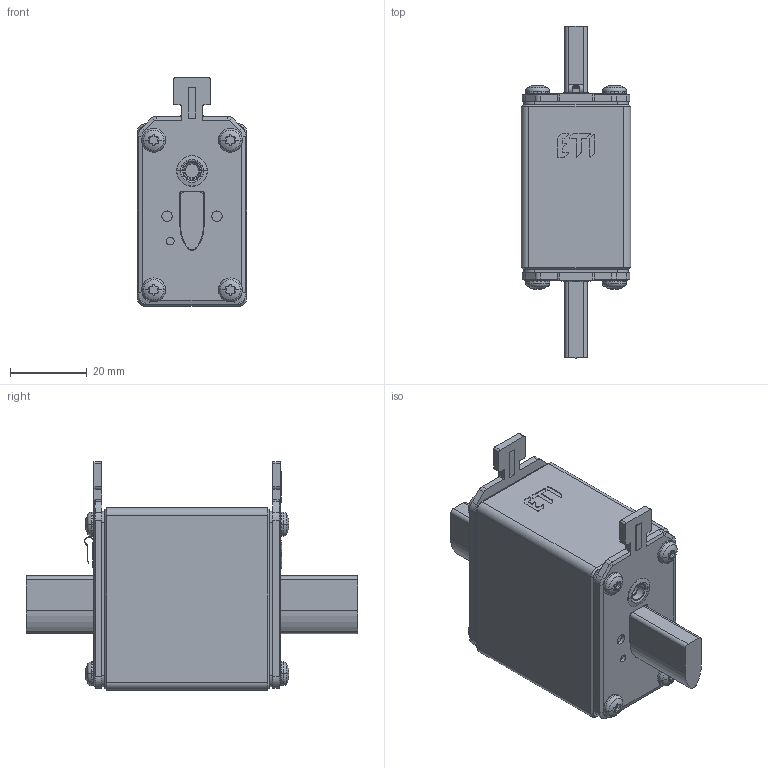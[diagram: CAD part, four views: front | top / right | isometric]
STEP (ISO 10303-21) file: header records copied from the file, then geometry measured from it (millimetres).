
FILE_DESCRIPTION((''),'2;1');
FILE_NAME('004110106_ASM','2022-08-09T12:49:06',('said.beganovic'),('Audax d.o.o.'),'CREO PARAMETRIC BY PTC INC, 2021304','CREO PARAMETRIC BY PTC INC, 2021304','');
FILE_SCHEMA(('AUTOMOTIVE_DESIGN { 1 0 10303 214 1 1 1 1 }'));
Length unit declared in the file: millimetre
Products named in the file (14): 0000029255; 0000022536; 0000011402; 0000024340; 0000024239; 0000024819_ASM; 0000024321; 0000024799_ASM; 0000031297; 0000024859; 0000011599; 0000011586; 0000011580; 004110106_ASM
Assembly tree (23 placements, depth 3):
  004110106_ASM
    0000029255
    0000022536  x2
    0000011402  x2
    0000024819_ASM
      0000024340
      0000024239
    0000024799_ASM
      0000024321
      0000024239
    0000031297  x8
    0000024859
    0000011599
    0000011586
    0000011580
Bounding box: 28.5 x 86.5 x 59.5 mm (x, y, z)
Volume: 72028.4 mm3; surface area: 28008.3 mm2
Topology: 21 solids, 37 shells, 1293 faces, 3202 edges, 1970 vertices
Faces by surface type: plane 581, cylinder 569, torus 62, cone 46, bspline 19, sphere 16
Entity records: 29091 total; most frequent: CARTESIAN_POINT 3691, DIRECTION 3085, ORIENTED_EDGE 2754, PRESENTATION_STYLE_ASSIGNMENT 1873, STYLED_ITEM 1822, CURVE_STYLE 1395, EDGE_CURVE 1395, AXIS2_PLACEMENT_3D 1152
